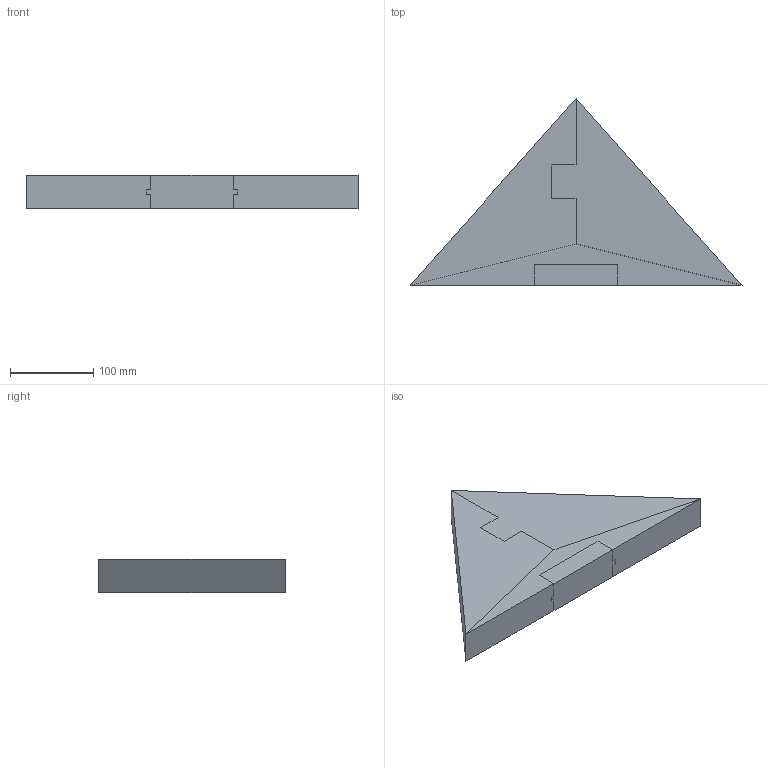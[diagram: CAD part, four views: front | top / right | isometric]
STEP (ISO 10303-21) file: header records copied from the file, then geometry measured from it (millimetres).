
FILE_DESCRIPTION (( 'STEP AP214' ), '1' );
FILE_NAME ('bahubalendruni-assembly-fig1-step.STEP', '2019-08-10T00:57:13', ( '' ), ( '' ), 'SwSTEP 2.0', 'SolidWorks 2018', '' );
FILE_SCHEMA (( 'AUTOMOTIVE_DESIGN' ));
Length unit declared in the file: centimetre
Products named in the file (9): bahubalendruni-assembly-fig1-step; Bahu-PartD; Bahu-PartB; Bahubalendruni-C; Bahu-PartA
Assembly tree (4 placements, depth 2):
  bahubalendruni-assembly-fig1-step
    Bahubalendruni-C
    Bahu-PartB
    Bahu-PartA
    Bahu-PartD
  Bahu-PartB
  Bahu-PartD
  Bahubalendruni-C
  Bahu-PartA
Bounding box: 400 x 225 x 40 mm (x, y, z)
Volume: 1800000 mm3; surface area: 196168 mm2
Topology: 4 solids, 4 shells, 57 faces, 147 edges, 98 vertices
Faces by surface type: plane 57
Entity records: 1947 total; most frequent: CARTESIAN_POINT 310, ORIENTED_EDGE 294, DIRECTION 277, VECTOR 147, EDGE_CURVE 147, LINE 147, VERTEX_POINT 98, AXIS2_PLACEMENT_3D 65
